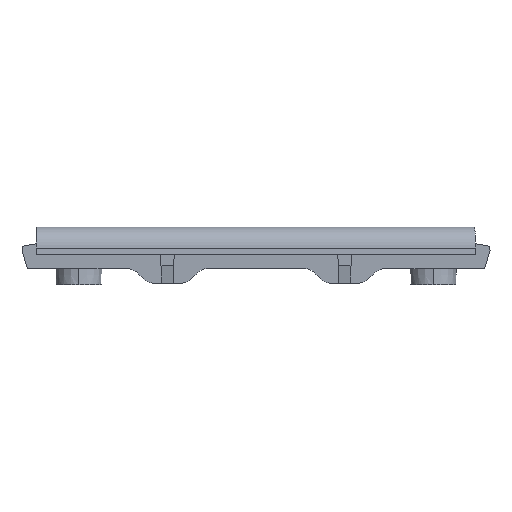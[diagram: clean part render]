
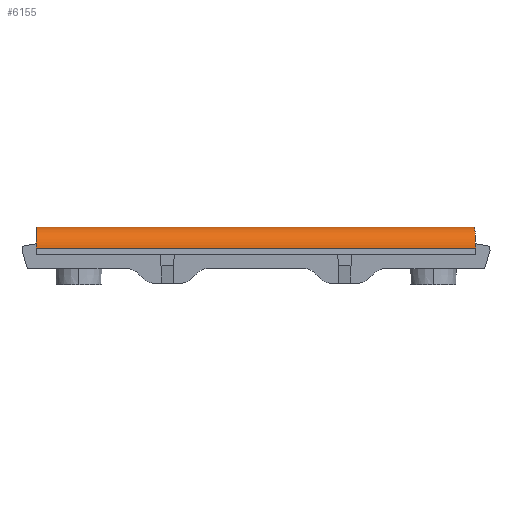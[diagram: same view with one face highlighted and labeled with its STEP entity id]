
A CAD part, front view. The second image highlights one B-rep face of the part: STEP entity #6155.
In plain terms, the highlighted cylindrical face has radius 3 mm (diameter 6 mm), a partial arc.
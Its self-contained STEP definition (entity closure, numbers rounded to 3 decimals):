
#1260=DIRECTION('',(1.,0.,0.));
#1261=VECTOR('',#1260,60.538);
#1262=CARTESIAN_POINT('',(-30.285,-55.617,3.8));
#1263=LINE('',#1262,#1261);
#1458=CARTESIAN_POINT('',(-30.361,-58.615,
0.905));
#1459=CARTESIAN_POINT('',(-30.349,-58.599,
1.387));
#1460=CARTESIAN_POINT('',(-30.329,-58.367,
2.148));
#1461=CARTESIAN_POINT('',(-30.306,-57.743,
3.001));
#1462=CARTESIAN_POINT('',(-30.291,-56.868,
3.595));
#1463=CARTESIAN_POINT('',(-30.285,-56.1,3.8));
#1464=CARTESIAN_POINT('',(-30.285,-55.617,3.8));
#1556=CARTESIAN_POINT('',(30.252,-55.617,3.8));
#1557=CARTESIAN_POINT('',(30.252,-56.1,3.8));
#1558=CARTESIAN_POINT('',(30.259,-56.868,3.595));
#1559=CARTESIAN_POINT('',(30.28,-57.743,3.001));
#1560=CARTESIAN_POINT('',(30.31,-58.367,2.147));
#1561=CARTESIAN_POINT('',(30.336,-58.599,1.387));
#1562=CARTESIAN_POINT('',(30.353,-58.615,
0.905));
#1580=DIRECTION('',(1.,0.,0.));
#1581=VECTOR('',#1580,60.715);
#1582=CARTESIAN_POINT('',(-30.361,-58.615,
0.905));
#1583=LINE('',#1582,#1581);
#4686=CARTESIAN_POINT('',(-30.285,-55.617,3.8));
#4688=VERTEX_POINT('',#4686);
#4689=VERTEX_POINT('',#1458);
#4704=CARTESIAN_POINT('',(30.252,-55.617,3.8));
#4706=VERTEX_POINT('',#4704);
#4708=VERTEX_POINT('',#1562);
#6144=CARTESIAN_POINT('',(-109.604,-55.617,0.8));
#6145=DIRECTION('',(1.,0.,0.));
#6146=DIRECTION('',(0.,0.,1.));
#6147=AXIS2_PLACEMENT_3D('',#6144,#6145,#6146);
#6148=CYLINDRICAL_SURFACE('',#6147,3.);
#6149=ORIENTED_EDGE('',*,*,#6119,.T.);
#6150=ORIENTED_EDGE('',*,*,#6136,.F.);
#6151=ORIENTED_EDGE('',*,*,#5943,.T.);
#6152=ORIENTED_EDGE('',*,*,#5831,.T.);
#6153=EDGE_LOOP('',(#6149,#6150,#6151,#6152));
#6154=FACE_OUTER_BOUND('',#6153,.F.);
#6155=ADVANCED_FACE('',(#6154),#6148,.T.);
#1465=B_SPLINE_CURVE_WITH_KNOTS('',3,(#1458,#1459,#1460,#1461,#1462,#1463,
#1464),.UNSPECIFIED.,.F.,.F.,(4,1,1,1,4),(0.,0.25,0.5,0.75,1.),
.UNSPECIFIED.);
#1563=B_SPLINE_CURVE_WITH_KNOTS('',3,(#1556,#1557,#1558,#1559,#1560,#1561,
#1562),.UNSPECIFIED.,.F.,.F.,(4,1,1,1,4),(0.,0.25,0.5,0.75,1.),
.UNSPECIFIED.);
#5831=EDGE_CURVE('',#4688,#4706,#1263,.T.);
#5943=EDGE_CURVE('',#4689,#4688,#1465,.T.);
#6119=EDGE_CURVE('',#4706,#4708,#1563,.T.);
#6136=EDGE_CURVE('',#4689,#4708,#1583,.T.);
